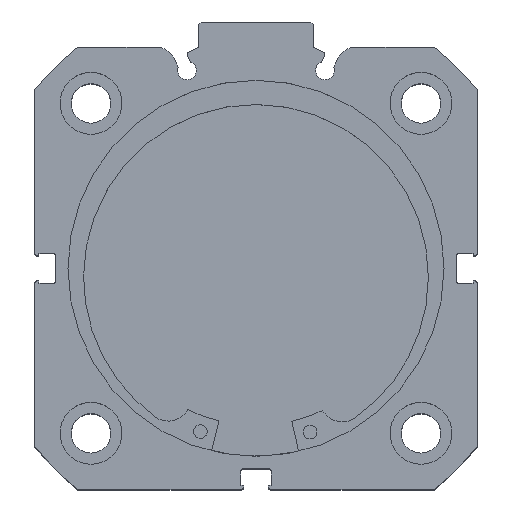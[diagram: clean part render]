
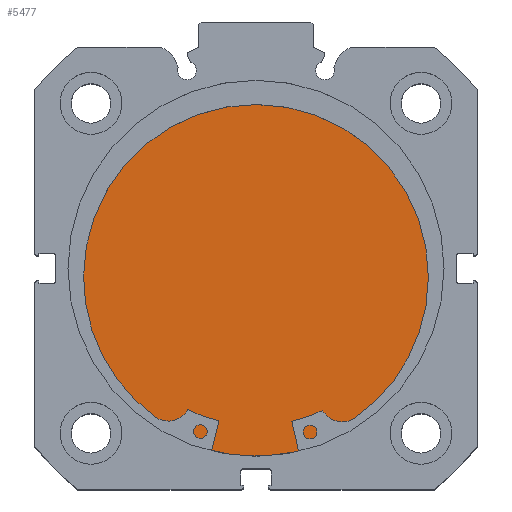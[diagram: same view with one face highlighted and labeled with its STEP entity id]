
A CAD part, top view. The second image highlights one B-rep face of the part: STEP entity #5477.
In plain terms, the highlighted face is planar.
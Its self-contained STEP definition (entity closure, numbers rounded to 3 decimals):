
#260 = DIRECTION ( 'NONE',  ( 0., 0., 1. ) ) ;
#261 = DIRECTION ( 'NONE',  ( -1., 0., 0. ) ) ;
#263 = CARTESIAN_POINT ( 'NONE',  ( 12., 0., 0. ) ) ;
#292 = DIRECTION ( 'NONE',  ( 0., 0., 1. ) ) ;
#293 = DIRECTION ( 'NONE',  ( -1., 0., 0. ) ) ;
#303 = CARTESIAN_POINT ( 'NONE',  ( 12., 0., 0. ) ) ;
#374 = DIRECTION ( 'NONE',  ( 0., 0., 1. ) ) ;
#375 = DIRECTION ( 'NONE',  ( -1., 0., 0. ) ) ;
#377 = PLANE ( 'NONE',  #5947 ) ;
#378 = CARTESIAN_POINT ( 'NONE',  ( 12., 41., 0. ) ) ;
#1897 = VERTEX_POINT ( 'NONE', #5876 ) ;
#1938 = ORIENTED_EDGE ( 'NONE', *, *, #6317, .F. ) ;
#1941 = ORIENTED_EDGE ( 'NONE', *, *, #6308, .F. ) ;
#2001 = AXIS2_PLACEMENT_3D ( 'NONE', #303, #293, #292 ) ;
#2006 = AXIS2_PLACEMENT_3D ( 'NONE', #263, #261, #260 ) ;
#2276 = CIRCLE ( 'NONE', #2001, 41. ) ;
#2288 = CIRCLE ( 'NONE', #2006, 41. ) ;
#4679 = FACE_OUTER_BOUND ( 'NONE', #6903, .T. ) ;
#5054 = VERTEX_POINT ( 'NONE', #5891 ) ;
#5477 = ADVANCED_FACE ( 'NONE', ( #4679 ), #377, .F. ) ;
#5876 = CARTESIAN_POINT ( 'NONE',  ( 12., 0., 41. ) ) ;
#5891 = CARTESIAN_POINT ( 'NONE',  ( 12., 0., -41. ) ) ;
#5947 = AXIS2_PLACEMENT_3D ( 'NONE', #378, #375, #374 ) ;
#6308 = EDGE_CURVE ( 'NONE', #1897, #5054, #2276, .T. ) ;
#6317 = EDGE_CURVE ( 'NONE', #5054, #1897, #2288, .T. ) ;
#6903 = EDGE_LOOP ( 'NONE', ( #1941, #1938 ) ) ;
